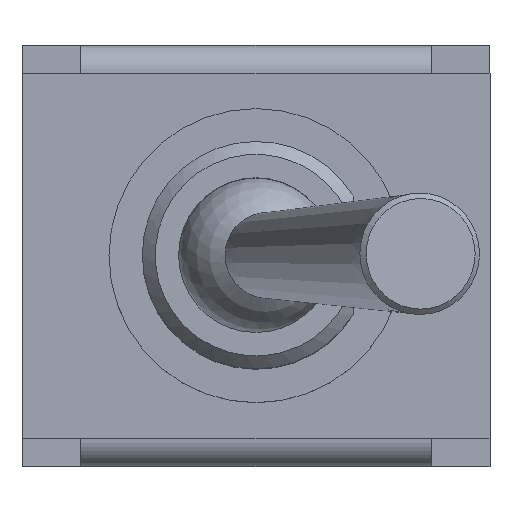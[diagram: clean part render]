
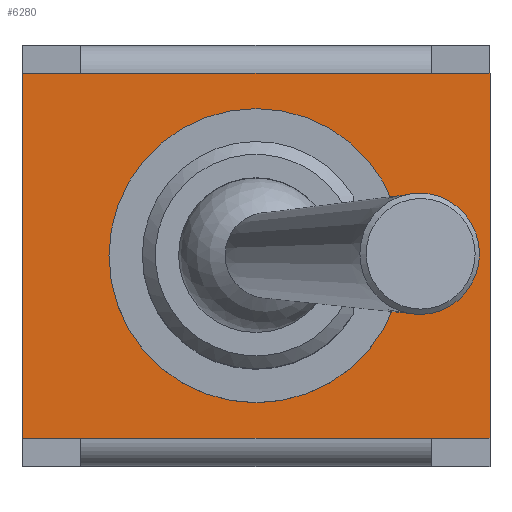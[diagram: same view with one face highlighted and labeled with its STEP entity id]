
A CAD part, top view. The second image highlights one B-rep face of the part: STEP entity #6280.
In plain terms, the highlighted planar face has unit normal (0, 0, 1).
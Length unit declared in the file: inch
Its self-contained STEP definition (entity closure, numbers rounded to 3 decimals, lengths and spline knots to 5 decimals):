
#32=FACE_BOUND('',#933,.T.);
#212=PLANE('',#6820);
#562=FACE_OUTER_BOUND('',#932,.T.);
#932=EDGE_LOOP('',(#5299,#5300,#5301,#5302,#5303,#5304,#5305,#5306));
#933=EDGE_LOOP('',(#5307));
#1162=CIRCLE('',#6739,0.15709);
#1638=LINE('',#9992,#2369);
#1642=LINE('',#9999,#2373);
#1644=LINE('',#10002,#2375);
#1648=LINE('',#10011,#2379);
#1650=LINE('',#10016,#2381);
#1652=LINE('',#10019,#2383);
#1655=LINE('',#10028,#2386);
#1656=LINE('',#10031,#2387);
#2369=VECTOR('',#8174,0.3937);
#2373=VECTOR('',#8180,0.3937);
#2375=VECTOR('',#8184,0.3937);
#2379=VECTOR('',#8190,0.3937);
#2381=VECTOR('',#8194,0.3937);
#2383=VECTOR('',#8198,0.3937);
#2386=VECTOR('',#8211,0.3937);
#2387=VECTOR('',#8216,0.3937);
#2970=VERTEX_POINT('',#9640);
#2997=VERTEX_POINT('',#9702);
#3000=VERTEX_POINT('',#9709);
#3043=VERTEX_POINT('',#9834);
#3095=VERTEX_POINT('',#9990);
#3096=VERTEX_POINT('',#9995);
#3098=VERTEX_POINT('',#10004);
#3101=VERTEX_POINT('',#10009);
#3103=VERTEX_POINT('',#10014);
#3699=EDGE_CURVE('',#2970,#2970,#1162,.T.);
#3871=EDGE_CURVE('',#3000,#3095,#1638,.T.);
#3875=EDGE_CURVE('',#3043,#3096,#1642,.T.);
#3877=EDGE_CURVE('',#3095,#3096,#1644,.T.);
#3881=EDGE_CURVE('',#3101,#3098,#1648,.T.);
#3883=EDGE_CURVE('',#2997,#3103,#1650,.T.);
#3885=EDGE_CURVE('',#3103,#3098,#1652,.T.);
#3890=EDGE_CURVE('',#3000,#3101,#1655,.T.);
#3892=EDGE_CURVE('',#3043,#2997,#1656,.T.);
#5299=ORIENTED_EDGE('',*,*,#3892,.T.);
#5300=ORIENTED_EDGE('',*,*,#3883,.T.);
#5301=ORIENTED_EDGE('',*,*,#3885,.T.);
#5302=ORIENTED_EDGE('',*,*,#3881,.F.);
#5303=ORIENTED_EDGE('',*,*,#3890,.F.);
#5304=ORIENTED_EDGE('',*,*,#3871,.T.);
#5305=ORIENTED_EDGE('',*,*,#3877,.T.);
#5306=ORIENTED_EDGE('',*,*,#3875,.F.);
#5307=ORIENTED_EDGE('',*,*,#3699,.T.);
#6280=ADVANCED_FACE('',(#562,#32),#212,.T.);
#6739=AXIS2_PLACEMENT_3D('',#9641,#7878,#7879);
#6820=AXIS2_PLACEMENT_3D('',#10030,#8214,#8215);
#7878=DIRECTION('center_axis',(0.,0.,
-1.));
#7879=DIRECTION('ref_axis',(-1.,0.,0.));
#8174=DIRECTION('',(-1.,0.,0.));
#8180=DIRECTION('',(-1.,0.,0.));
#8184=DIRECTION('',(0.,-1.,0.));
#8190=DIRECTION('',(1.,0.,0.));
#8194=DIRECTION('',(1.,0.,0.));
#8198=DIRECTION('',(0.,1.,0.));
#8211=DIRECTION('',(1.,0.,0.));
#8214=DIRECTION('center_axis',(0.,0.,
1.));
#8215=DIRECTION('ref_axis',(1.,0.,0.));
#8216=DIRECTION('',(1.,0.,0.));
#9640=CARTESIAN_POINT('',(0.15709,0.,0.35));
#9641=CARTESIAN_POINT('Origin',(0.,0.,
0.35));
#9702=CARTESIAN_POINT('',(0.18701,-0.19508,0.35));
#9709=CARTESIAN_POINT('',(-0.18701,0.19508,0.35));
#9834=CARTESIAN_POINT('',(-0.18701,-0.19508,0.35));
#9990=CARTESIAN_POINT('',(-0.25,0.19508,0.35));
#9992=CARTESIAN_POINT('',(-0.18701,0.19508,0.35));
#9995=CARTESIAN_POINT('',(-0.25,-0.19508,0.35));
#9999=CARTESIAN_POINT('',(-0.18701,-0.19508,0.35));
#10002=CARTESIAN_POINT('',(-0.25,-0.19508,0.35));
#10004=CARTESIAN_POINT('',(0.25,0.19508,0.35));
#10009=CARTESIAN_POINT('',(0.18701,0.19508,0.35));
#10011=CARTESIAN_POINT('',(0.18701,0.19508,0.35));
#10014=CARTESIAN_POINT('',(0.25,-0.19508,0.35));
#10016=CARTESIAN_POINT('',(0.18701,-0.19508,0.35));
#10019=CARTESIAN_POINT('',(0.25,-0.19508,0.35));
#10028=CARTESIAN_POINT('',(0.,0.19508,0.35));
#10030=CARTESIAN_POINT('Origin',(0.,0.19508,
0.35));
#10031=CARTESIAN_POINT('',(0.,-0.19508,0.35));
